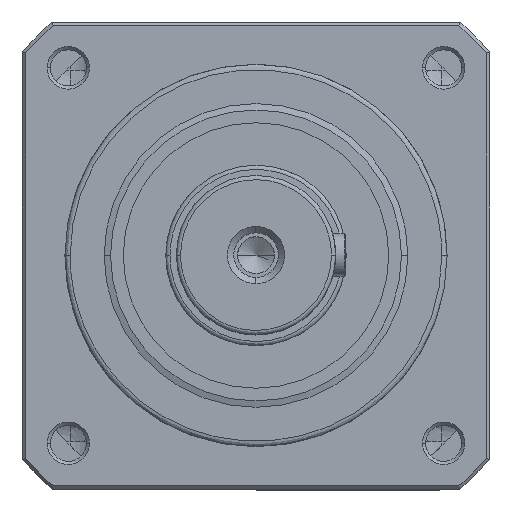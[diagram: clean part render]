
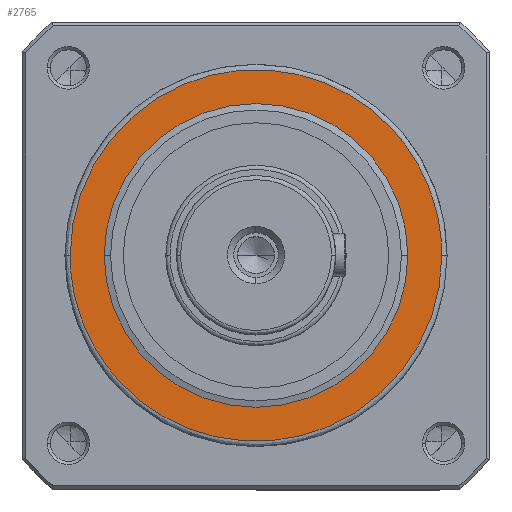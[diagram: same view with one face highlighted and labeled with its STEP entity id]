
A CAD part, top view. The second image highlights one B-rep face of the part: STEP entity #2765.
In plain terms, the highlighted planar face has unit normal (0, 0, 1).
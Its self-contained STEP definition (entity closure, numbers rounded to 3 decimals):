
#66 =( BOUNDED_CURVE ( )  B_SPLINE_CURVE ( 3, ( #6065, #13746, #9942, #2187 ),
 .UNSPECIFIED., .F., .F. ) 
 B_SPLINE_CURVE_WITH_KNOTS ( ( 4, 4 ),
 ( 0., 0.5 ),
 .UNSPECIFIED. ) 
 CURVE ( )  GEOMETRIC_REPRESENTATION_ITEM ( )  RATIONAL_B_SPLINE_CURVE ( ( 1., 0.333, 0.333, 1. ) ) 
 REPRESENTATION_ITEM ( '' )  );
#866 = CARTESIAN_POINT ( 'NONE',  ( 0., 0., 130. ) ) ;
#878 = VERTEX_POINT ( 'NONE', #5503 ) ;
#915 = CARTESIAN_POINT ( 'NONE',  ( 87.5, 0., 130. ) ) ;
#1083 = AXIS2_PLACEMENT_3D ( 'NONE', #5370, #14348, #6691 ) ;
#1913 = EDGE_LOOP ( 'NONE', ( #15778, #5343 ) ) ;
#1994 = CIRCLE ( 'NONE', #2797, 71.5 ) ;
#2159 = DIRECTION ( 'NONE',  ( -1., 0., 0. ) ) ;
#2187 = CARTESIAN_POINT ( 'NONE',  ( -87.5, 0., 130. ) ) ;
#2764 = ORIENTED_EDGE ( 'NONE', *, *, #3828, .F. ) ;
#2765 = ADVANCED_FACE ( 'NONE', ( #7101, #7522 ), #12989, .T. ) ;
#2797 = AXIS2_PLACEMENT_3D ( 'NONE', #866, #9907, #2159 ) ;
#3828 = EDGE_CURVE ( 'NONE', #10819, #878, #66, .T. ) ;
#4677 =( BOUNDED_CURVE ( )  B_SPLINE_CURVE ( 3, ( #15038, #6076, #8670, #915 ),
 .UNSPECIFIED., .F., .F. ) 
 B_SPLINE_CURVE_WITH_KNOTS ( ( 4, 4 ),
 ( 0.5, 1. ),
 .UNSPECIFIED. ) 
 CURVE ( )  GEOMETRIC_REPRESENTATION_ITEM ( )  RATIONAL_B_SPLINE_CURVE ( ( 1., 0.333, 0.333, 1. ) ) 
 REPRESENTATION_ITEM ( '' )  );
#5343 = ORIENTED_EDGE ( 'NONE', *, *, #12270, .T. ) ;
#5370 = CARTESIAN_POINT ( 'NONE',  ( 0., 0., 130. ) ) ;
#5371 = CARTESIAN_POINT ( 'NONE',  ( -71.5, 0., 130. ) ) ;
#5394 = DIRECTION ( 'NONE',  ( 0., 0., -1. ) ) ;
#5503 = CARTESIAN_POINT ( 'NONE',  ( -87.5, 0., 130. ) ) ;
#6065 = CARTESIAN_POINT ( 'NONE',  ( 87.5, 0., 130. ) ) ;
#6076 = CARTESIAN_POINT ( 'NONE',  ( -87.5, 175., 130. ) ) ;
#6217 = CARTESIAN_POINT ( 'NONE',  ( 71.5, 0., 130. ) ) ;
#6453 = EDGE_LOOP ( 'NONE', ( #2764, #9917 ) ) ;
#6691 = DIRECTION ( 'NONE',  ( 1., 0., 0. ) ) ;
#7101 = FACE_BOUND ( 'NONE', #1913, .T. ) ;
#7522 = FACE_OUTER_BOUND ( 'NONE', #6453, .T. ) ;
#8670 = CARTESIAN_POINT ( 'NONE',  ( 87.5, 175., 130. ) ) ;
#9150 = EDGE_CURVE ( 'NONE', #13646, #9214, #1994, .T. ) ;
#9214 = VERTEX_POINT ( 'NONE', #6217 ) ;
#9836 = AXIS2_PLACEMENT_3D ( 'NONE', #13103, #5394, #14370 ) ;
#9907 = DIRECTION ( 'NONE',  ( 0., 0., -1. ) ) ;
#9917 = ORIENTED_EDGE ( 'NONE', *, *, #15867, .F. ) ;
#9942 = CARTESIAN_POINT ( 'NONE',  ( -87.5, -175., 130. ) ) ;
#10819 = VERTEX_POINT ( 'NONE', #13934 ) ;
#12270 = EDGE_CURVE ( 'NONE', #9214, #13646, #13322, .T. ) ;
#12989 = PLANE ( 'NONE',  #1083 ) ;
#13103 = CARTESIAN_POINT ( 'NONE',  ( 0., 0., 130. ) ) ;
#13322 = CIRCLE ( 'NONE', #9836, 71.5 ) ;
#13646 = VERTEX_POINT ( 'NONE', #5371 ) ;
#13746 = CARTESIAN_POINT ( 'NONE',  ( 87.5, -175., 130. ) ) ;
#13934 = CARTESIAN_POINT ( 'NONE',  ( 87.5, 0., 130. ) ) ;
#14348 = DIRECTION ( 'NONE',  ( 0., 0., 1. ) ) ;
#14370 = DIRECTION ( 'NONE',  ( -1., 0., 0. ) ) ;
#15038 = CARTESIAN_POINT ( 'NONE',  ( -87.5, 0., 130. ) ) ;
#15778 = ORIENTED_EDGE ( 'NONE', *, *, #9150, .T. ) ;
#15867 = EDGE_CURVE ( 'NONE', #878, #10819, #4677, .T. ) ;
